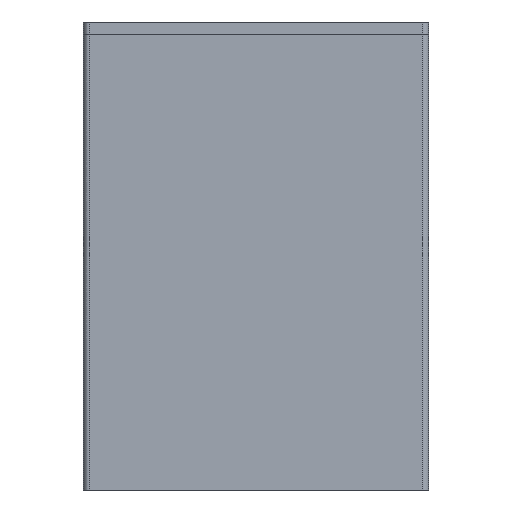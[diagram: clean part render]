
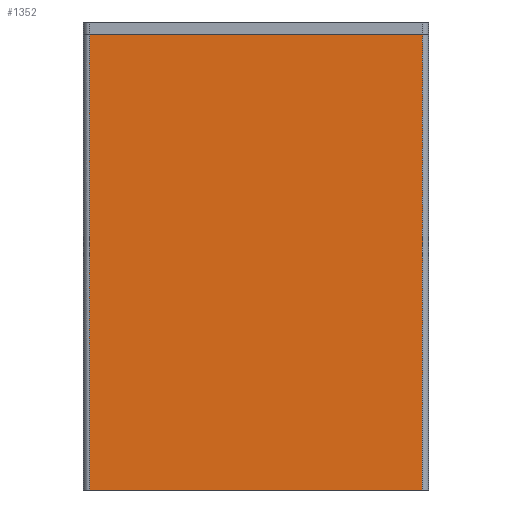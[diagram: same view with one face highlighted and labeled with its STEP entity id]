
A CAD part, front view. The second image highlights one B-rep face of the part: STEP entity #1352.
In plain terms, the highlighted planar face has unit normal (0, -1, 0).
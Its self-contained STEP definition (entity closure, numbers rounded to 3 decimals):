
#77=FACE_OUTER_BOUND('',#147,.T.);
#147=EDGE_LOOP('',(#1005,#1006,#1007,#1008));
#214=LINE('',#1899,#391);
#226=LINE('',#1934,#403);
#227=LINE('',#1938,#404);
#268=LINE('',#2020,#445);
#391=VECTOR('',#1525,10.);
#403=VECTOR('',#1559,10.);
#404=VECTOR('',#1564,10.);
#445=VECTOR('',#1647,10.);
#569=VERTEX_POINT('',#1896);
#570=VERTEX_POINT('',#1898);
#582=VERTEX_POINT('',#1932);
#583=VERTEX_POINT('',#1936);
#699=EDGE_CURVE('',#569,#570,#214,.T.);
#717=EDGE_CURVE('',#582,#569,#226,.T.);
#719=EDGE_CURVE('',#570,#583,#227,.T.);
#760=EDGE_CURVE('',#583,#582,#268,.T.);
#1005=ORIENTED_EDGE('',*,*,#717,.F.);
#1006=ORIENTED_EDGE('',*,*,#760,.F.);
#1007=ORIENTED_EDGE('',*,*,#719,.F.);
#1008=ORIENTED_EDGE('',*,*,#699,.F.);
#1287=PLANE('',#1445);
#1352=ADVANCED_FACE('',(#77),#1287,.T.);
#1445=AXIS2_PLACEMENT_3D('',#2019,#1645,#1646);
#1525=DIRECTION('',(-1.,0.,0.));
#1559=DIRECTION('',(0.,0.,-1.));
#1564=DIRECTION('',(0.,0.,1.));
#1645=DIRECTION('center_axis',(0.,-1.,0.));
#1646=DIRECTION('ref_axis',(1.,0.,0.));
#1647=DIRECTION('',(1.,0.,0.));
#1896=CARTESIAN_POINT('',(53.5,-25.,-3.));
#1898=CARTESIAN_POINT('',(-2.,-25.,-3.));
#1899=CARTESIAN_POINT('',(-2.,-25.,-3.));
#1932=CARTESIAN_POINT('',(53.5,-25.,73.));
#1934=CARTESIAN_POINT('',(53.5,-25.,0.));
#1936=CARTESIAN_POINT('',(-2.,-25.,73.));
#1938=CARTESIAN_POINT('',(-2.,-25.,0.));
#2019=CARTESIAN_POINT('Origin',(-3.,-25.,0.));
#2020=CARTESIAN_POINT('',(54.5,-25.,73.));
